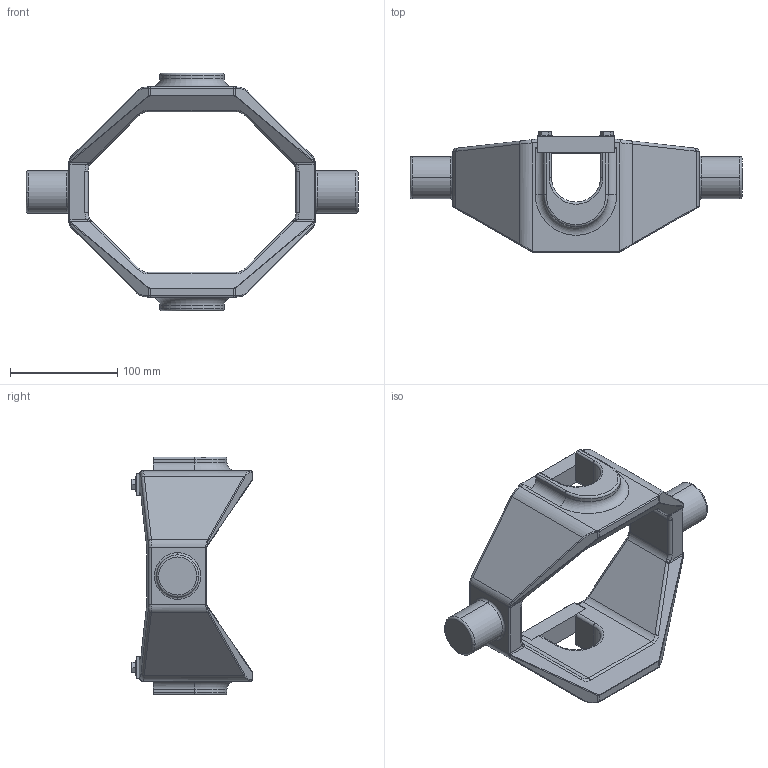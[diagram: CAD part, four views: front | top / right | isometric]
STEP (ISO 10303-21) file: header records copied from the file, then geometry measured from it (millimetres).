
FILE_DESCRIPTION (( 'STEP AP203' ), '1' );
FILE_NAME ('BER2 MONTE.STEP', '2018-02-07T08:20:28', ( '' ), ( '' ), 'SwSTEP 2.0', 'SolidWorks 2017', '' );
FILE_SCHEMA (( 'CONFIG_CONTROL_DESIGN' ));
Length unit declared in the file: millimetre
Products named in the file (1): BER2 MONTE
Bounding box: 310 x 113.2 x 222.2 mm (x, y, z)
Surface area: 145673.8 mm2 (no closed solid volume)
Topology: 0 solids, 11 shells, 308 faces, 760 edges, 462 vertices
Faces by surface type: cylinder 108, plane 92, bspline 52, torus 28, cone 24, sphere 4
Entity records: 9917 total; most frequent: CARTESIAN_POINT 3035, ORIENTED_EDGE 1448, DIRECTION 1392, EDGE_CURVE 756, AXIS2_PLACEMENT_3D 543, VERTEX_POINT 462, EDGE_LOOP 326, FACE_OUTER_BOUND 308
